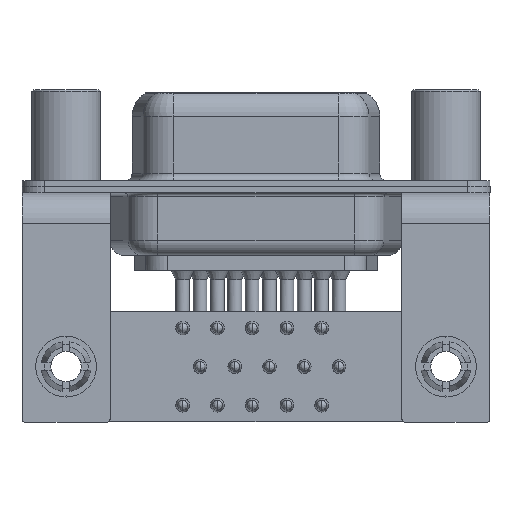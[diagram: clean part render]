
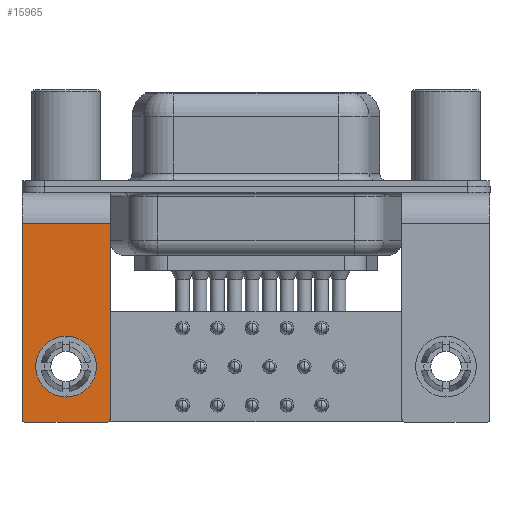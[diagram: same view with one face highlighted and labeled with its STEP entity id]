
A CAD part, front view. The second image highlights one B-rep face of the part: STEP entity #15965.
In plain terms, the highlighted planar face has unit normal (0, -1, 0).
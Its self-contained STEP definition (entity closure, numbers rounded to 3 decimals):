
#363 = LINE ( 'NONE', #7612, #10457 ) ;
#460 = ORIENTED_EDGE ( 'NONE', *, *, #17729, .T. ) ;
#492 = ORIENTED_EDGE ( 'NONE', *, *, #17460, .T. ) ;
#594 = VERTEX_POINT ( 'NONE', #8924 ) ;
#812 = VECTOR ( 'NONE', #3055, 1000. ) ;
#954 = DIRECTION ( 'NONE',  ( -1., 0., 0. ) ) ;
#1382 = FACE_OUTER_BOUND ( 'NONE', #11003, .T. ) ;
#1417 = VECTOR ( 'NONE', #8879, 1000. ) ;
#2291 = ORIENTED_EDGE ( 'NONE', *, *, #2917, .F. ) ;
#2508 = VERTEX_POINT ( 'NONE', #11630 ) ;
#2917 = EDGE_CURVE ( 'NONE', #18804, #11870, #363, .T. ) ;
#2960 = ORIENTED_EDGE ( 'NONE', *, *, #14083, .T. ) ;
#3055 = DIRECTION ( 'NONE',  ( -1., 0., 0. ) ) ;
#3284 = DIRECTION ( 'NONE',  ( 0., 0., 1. ) ) ;
#3617 = CIRCLE ( 'NONE', #5730, 2. ) ;
#4309 = DIRECTION ( 'NONE',  ( 0., 0., -1. ) ) ;
#4882 = CARTESIAN_POINT ( 'NONE',  ( 2.9, -6.25, -2.4 ) ) ;
#5245 = DIRECTION ( 'NONE',  ( 0., 1., 0. ) ) ;
#5730 = AXIS2_PLACEMENT_3D ( 'NONE', #9656, #22831, #11563 ) ;
#5976 = DIRECTION ( 'NONE',  ( 0., -1., 0. ) ) ;
#7612 = CARTESIAN_POINT ( 'NONE',  ( 2.9, -6.25, -15.5 ) ) ;
#7791 = EDGE_CURVE ( 'NONE', #594, #20939, #13160, .T. ) ;
#8879 = DIRECTION ( 'NONE',  ( 0., 0., -1. ) ) ;
#8883 = CARTESIAN_POINT ( 'NONE',  ( 2.9, -6.25, -2.4 ) ) ;
#8924 = CARTESIAN_POINT ( 'NONE',  ( 2.9, -6.25, -2.4 ) ) ;
#9656 = CARTESIAN_POINT ( 'NONE',  ( 0., -6.25, -11.83 ) ) ;
#9830 = ORIENTED_EDGE ( 'NONE', *, *, #11603, .T. ) ;
#9876 = DIRECTION ( 'NONE',  ( 0., -1., 0. ) ) ;
#10457 = VECTOR ( 'NONE', #954, 1000. ) ;
#11003 = EDGE_LOOP ( 'NONE', ( #21492, #9830, #2291, #460, #20585, #2960 ) ) ;
#11135 = EDGE_CURVE ( 'NONE', #17128, #21241, #3617, .T. ) ;
#11563 = DIRECTION ( 'NONE',  ( 0., 0., 1. ) ) ;
#11603 = EDGE_CURVE ( 'NONE', #2508, #11870, #20383, .T. ) ;
#11630 = CARTESIAN_POINT ( 'NONE',  ( -2.9, -6.25, -15.25 ) ) ;
#11870 = VERTEX_POINT ( 'NONE', #18152 ) ;
#12354 = VERTEX_POINT ( 'NONE', #23340 ) ;
#13160 = LINE ( 'NONE', #17404, #21999 ) ;
#14083 = EDGE_CURVE ( 'NONE', #594, #12354, #15888, .T. ) ;
#14493 = PLANE ( 'NONE',  #18847 ) ;
#14568 = DIRECTION ( 'NONE',  ( 0., 1., 0. ) ) ;
#14622 = CIRCLE ( 'NONE', #15573, 0.25 ) ;
#15573 = AXIS2_PLACEMENT_3D ( 'NONE', #17260, #5976, #19132 ) ;
#15888 = LINE ( 'NONE', #4882, #812 ) ;
#15965 = ADVANCED_FACE ( 'NONE', ( #16469, #1382 ), #14493, .F. ) ;
#16469 = FACE_BOUND ( 'NONE', #22426, .T. ) ;
#16505 = LINE ( 'NONE', #22068, #1417 ) ;
#16542 = CARTESIAN_POINT ( 'NONE',  ( 0., -6.25, -11.83 ) ) ;
#17128 = VERTEX_POINT ( 'NONE', #23745 ) ;
#17260 = CARTESIAN_POINT ( 'NONE',  ( 2.65, -6.25, -15.25 ) ) ;
#17404 = CARTESIAN_POINT ( 'NONE',  ( 2.9, -6.25, -2.4 ) ) ;
#17460 = EDGE_CURVE ( 'NONE', #21241, #17128, #24366, .T. ) ;
#17729 = EDGE_CURVE ( 'NONE', #18804, #20939, #14622, .T. ) ;
#18026 = ORIENTED_EDGE ( 'NONE', *, *, #11135, .T. ) ;
#18152 = CARTESIAN_POINT ( 'NONE',  ( -2.65, -6.25, -15.5 ) ) ;
#18409 = DIRECTION ( 'NONE',  ( 0., 0., 1. ) ) ;
#18599 = CARTESIAN_POINT ( 'NONE',  ( 2.65, -6.25, -15.5 ) ) ;
#18804 = VERTEX_POINT ( 'NONE', #18599 ) ;
#18847 = AXIS2_PLACEMENT_3D ( 'NONE', #8883, #14568, #3284 ) ;
#19132 = DIRECTION ( 'NONE',  ( 0., 0., 1. ) ) ;
#20383 = CIRCLE ( 'NONE', #21668, 0.25 ) ;
#20585 = ORIENTED_EDGE ( 'NONE', *, *, #7791, .F. ) ;
#20939 = VERTEX_POINT ( 'NONE', #24242 ) ;
#21126 = CARTESIAN_POINT ( 'NONE',  ( -2.65, -6.25, -15.25 ) ) ;
#21241 = VERTEX_POINT ( 'NONE', #21480 ) ;
#21480 = CARTESIAN_POINT ( 'NONE',  ( 0., -6.25, -9.83 ) ) ;
#21492 = ORIENTED_EDGE ( 'NONE', *, *, #21496, .T. ) ;
#21496 = EDGE_CURVE ( 'NONE', #12354, #2508, #16505, .T. ) ;
#21668 = AXIS2_PLACEMENT_3D ( 'NONE', #21126, #9876, #23041 ) ;
#21999 = VECTOR ( 'NONE', #4309, 1000. ) ;
#22068 = CARTESIAN_POINT ( 'NONE',  ( -2.9, -6.25, -2.4 ) ) ;
#22426 = EDGE_LOOP ( 'NONE', ( #18026, #492 ) ) ;
#22831 = DIRECTION ( 'NONE',  ( 0., 1., 0. ) ) ;
#23041 = DIRECTION ( 'NONE',  ( 0., 0., 1. ) ) ;
#23340 = CARTESIAN_POINT ( 'NONE',  ( -2.9, -6.25, -2.4 ) ) ;
#23633 = AXIS2_PLACEMENT_3D ( 'NONE', #16542, #5245, #18409 ) ;
#23745 = CARTESIAN_POINT ( 'NONE',  ( 0., -6.25, -13.83 ) ) ;
#24242 = CARTESIAN_POINT ( 'NONE',  ( 2.9, -6.25, -15.25 ) ) ;
#24366 = CIRCLE ( 'NONE', #23633, 2. ) ;
